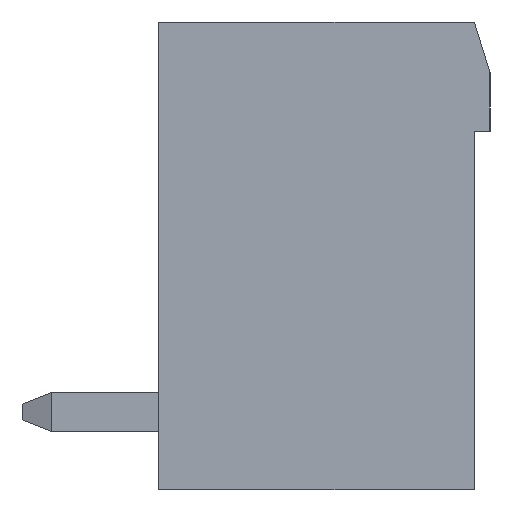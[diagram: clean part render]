
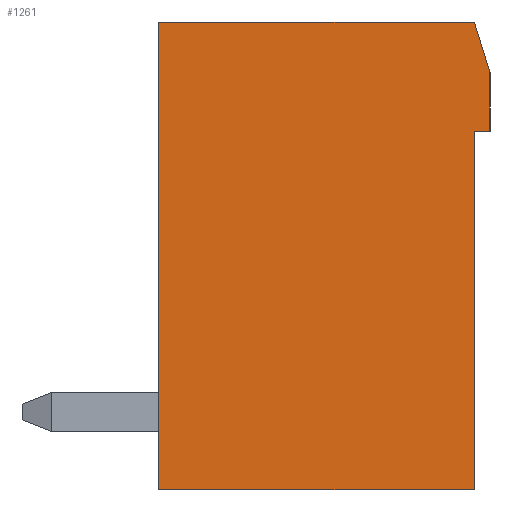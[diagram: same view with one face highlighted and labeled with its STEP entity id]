
A CAD part, left-side view. The second image highlights one B-rep face of the part: STEP entity #1261.
In plain terms, the highlighted planar face has unit normal (-1, 0, 0).
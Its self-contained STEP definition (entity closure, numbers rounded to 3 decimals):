
#1261 = ADVANCED_FACE( '', ( #2831 ), #2832, .T. );
#2831 = FACE_OUTER_BOUND( '', #4801, .T. );
#2832 = PLANE( '', #4802 );
#4801 = EDGE_LOOP( '', ( #8003, #8004, #8005, #8006, #8007, #8008, #8009 ) );
#4802 = AXIS2_PLACEMENT_3D( '', #8010, #8011, #8012 );
#8003 = ORIENTED_EDGE( '', *, *, #13291, .T. );
#8004 = ORIENTED_EDGE( '', *, *, #12625, .T. );
#8005 = ORIENTED_EDGE( '', *, *, #13292, .T. );
#8006 = ORIENTED_EDGE( '', *, *, #13293, .T. );
#8007 = ORIENTED_EDGE( '', *, *, #13294, .T. );
#8008 = ORIENTED_EDGE( '', *, *, #13295, .T. );
#8009 = ORIENTED_EDGE( '', *, *, #13296, .T. );
#8010 = CARTESIAN_POINT( '', ( -46.72, 0., 0. ) );
#8011 = DIRECTION( '', ( -1., 0., 0. ) );
#8012 = DIRECTION( '', ( 0., 0., 1. ) );
#12625 = EDGE_CURVE( '', #15389, #15387, #15390, .T. );
#13291 = EDGE_CURVE( '', #16483, #15389, #16484, .T. );
#13292 = EDGE_CURVE( '', #15387, #16485, #16486, .T. );
#13293 = EDGE_CURVE( '', #16485, #16487, #16488, .T. );
#13294 = EDGE_CURVE( '', #16487, #16489, #16490, .T. );
#13295 = EDGE_CURVE( '', #16489, #16491, #16492, .T. );
#13296 = EDGE_CURVE( '', #16491, #16483, #16493, .T. );
#15387 = VERTEX_POINT( '', #19312 );
#15389 = VERTEX_POINT( '', #19315 );
#15390 = LINE( '', #19316, #19317 );
#16483 = VERTEX_POINT( '', #20907 );
#16484 = LINE( '', #20908, #20909 );
#16485 = VERTEX_POINT( '', #20910 );
#16486 = LINE( '', #20911, #20912 );
#16487 = VERTEX_POINT( '', #20913 );
#16488 = LINE( '', #20914, #20915 );
#16489 = VERTEX_POINT( '', #20916 );
#16490 = LINE( '', #20917, #20918 );
#16491 = VERTEX_POINT( '', #20919 );
#16492 = LINE( '', #20920, #20921 );
#16493 = LINE( '', #20922, #20923 );
#19312 = CARTESIAN_POINT( '', ( -46.72, 4.05, 6. ) );
#19315 = CARTESIAN_POINT( '', ( -46.72, -4.05, 6. ) );
#19316 = CARTESIAN_POINT( '', ( -46.72, -4.05, 6. ) );
#19317 = VECTOR( '', #23848, 1000. );
#20907 = CARTESIAN_POINT( '', ( -46.72, -4.45, 4.7 ) );
#20908 = CARTESIAN_POINT( '', ( -46.72, -4.45, 4.7 ) );
#20909 = VECTOR( '', #24445, 1000. );
#20910 = CARTESIAN_POINT( '', ( -46.72, 4.05, -6. ) );
#20911 = CARTESIAN_POINT( '', ( -46.72, 4.05, 6. ) );
#20912 = VECTOR( '', #24446, 1000. );
#20913 = CARTESIAN_POINT( '', ( -46.72, -4.05, -6. ) );
#20914 = CARTESIAN_POINT( '', ( -46.72, 4.05, -6. ) );
#20915 = VECTOR( '', #24447, 1000. );
#20916 = CARTESIAN_POINT( '', ( -46.72, -4.05, 3.2 ) );
#20917 = CARTESIAN_POINT( '', ( -46.72, -4.05, -6. ) );
#20918 = VECTOR( '', #24448, 1000. );
#20919 = CARTESIAN_POINT( '', ( -46.72, -4.45, 3.2 ) );
#20920 = CARTESIAN_POINT( '', ( -46.72, -4.05, 3.2 ) );
#20921 = VECTOR( '', #24449, 1000. );
#20922 = CARTESIAN_POINT( '', ( -46.72, -4.45, 3.2 ) );
#20923 = VECTOR( '', #24450, 1000. );
#23848 = DIRECTION( '', ( 0., 1., 0. ) );
#24445 = DIRECTION( '', ( 0., 0.294, 0.956 ) );
#24446 = DIRECTION( '', ( 0., 0., -1. ) );
#24447 = DIRECTION( '', ( 0., -1., 0. ) );
#24448 = DIRECTION( '', ( 0., 0., 1. ) );
#24449 = DIRECTION( '', ( 0., -1., 0. ) );
#24450 = DIRECTION( '', ( 0., 0., 1. ) );
